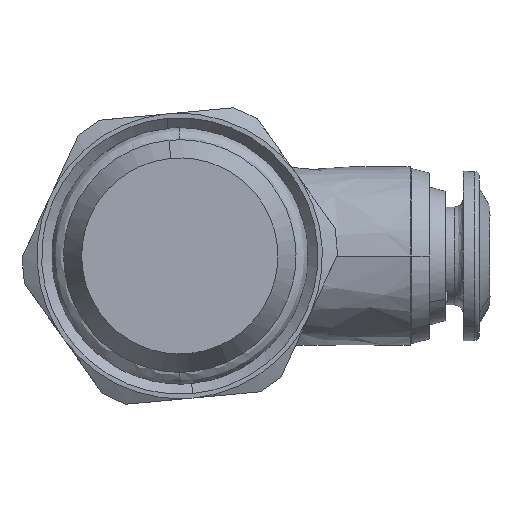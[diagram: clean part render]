
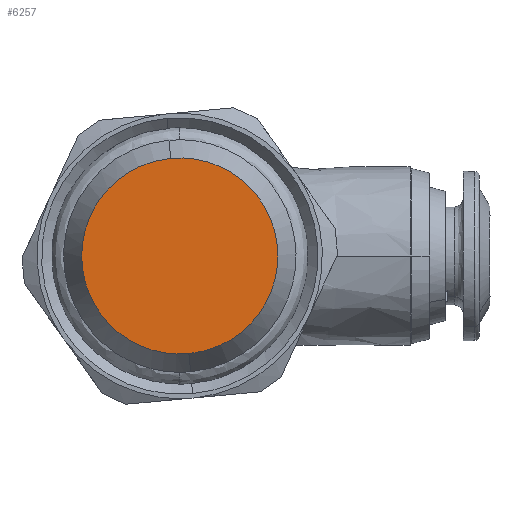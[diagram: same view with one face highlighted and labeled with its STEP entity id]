
A CAD part, front view. The second image highlights one B-rep face of the part: STEP entity #6257.
In plain terms, the highlighted free-form (B-spline) face has degree [1, 1] with [2, 2] control points.
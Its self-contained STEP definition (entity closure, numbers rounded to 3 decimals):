
#13 = CARTESIAN_POINT ( 'NONE',  ( 4.694, -19.85, -2.956 ) ) ;
#252 = CARTESIAN_POINT ( 'NONE',  ( -4.067, -19.85, -3.772 ) ) ;
#409 = EDGE_CURVE ( 'NONE', #4001, #6165, #1431, .T. ) ;
#657 = CARTESIAN_POINT ( 'NONE',  ( -2.956, -19.85, -4.694 ) ) ;
#676 = CARTESIAN_POINT ( 'NONE',  ( -5.468, -19.85, 0.934 ) ) ;
#714 = CARTESIAN_POINT ( 'NONE',  ( -4.694, -19.85, 2.956 ) ) ;
#776 = EDGE_CURVE ( 'NONE', #6165, #4001, #3064, .T. ) ;
#1206 = CARTESIAN_POINT ( 'NONE',  ( -5.409, -19.85, -1.23 ) ) ;
#1249 = CARTESIAN_POINT ( 'NONE',  ( -0.934, -19.85, -5.468 ) ) ;
#1431 = B_SPLINE_CURVE_WITH_KNOTS ( 'NONE', 3,
 ( #3715, #1677, #4766, #2755, #2281, #714, #5863, #676, #3287, #1206, #6300, #5319, #252, #657, #2777, #1249, #4218, #5251 ),
 .UNSPECIFIED., .F., .F.,
 ( 4, 2, 2, 2, 2, 2, 2, 2, 4 ),
 ( 0., 0.393, 0.785, 1.178, 1.571, 1.963, 2.356, 2.749, 3.142 ),
 .UNSPECIFIED. ) ;
#1510 = CARTESIAN_POINT ( 'NONE',  ( 1.23, -19.85, -5.409 ) ) ;
#1605 = CARTESIAN_POINT ( 'NONE',  ( 4.527, -19.85, 3.206 ) ) ;
#1677 = CARTESIAN_POINT ( 'NONE',  ( -1.23, -19.85, 5.409 ) ) ;
#2015 = CARTESIAN_POINT ( 'NONE',  ( -0.51, -19.85, 5.476 ) ) ;
#2236 = CARTESIAN_POINT ( 'NONE',  ( 6.058, -19.85, -5.026 ) ) ;
#2281 = CARTESIAN_POINT ( 'NONE',  ( -3.772, -19.85, 4.067 ) ) ;
#2292 = EDGE_LOOP ( 'NONE', ( #4527, #2362 ) ) ;
#2362 = ORIENTED_EDGE ( 'NONE', *, *, #776, .T. ) ;
#2595 = CARTESIAN_POINT ( 'NONE',  ( 5.468, -19.85, -0.934 ) ) ;
#2755 = CARTESIAN_POINT ( 'NONE',  ( -3.206, -19.85, 4.527 ) ) ;
#2777 = CARTESIAN_POINT ( 'NONE',  ( -2.314, -19.85, -5.041 ) ) ;
#3064 = B_SPLINE_CURVE_WITH_KNOTS ( 'NONE', 3,
 ( #3615, #1510, #5092, #3514, #5693, #13, #5071, #2595, #5643, #6169, #6120, #1605, #4032, #5118, #3068, #4057, #3091, #2015 ),
 .UNSPECIFIED., .F., .F.,
 ( 4, 2, 2, 2, 2, 2, 2, 2, 4 ),
 ( 0., 0.393, 0.785, 1.178, 1.571, 1.963, 2.356, 2.749, 3.142 ),
 .UNSPECIFIED. ) ;
#3068 = CARTESIAN_POINT ( 'NONE',  ( 2.314, -19.85, 5.041 ) ) ;
#3091 = CARTESIAN_POINT ( 'NONE',  ( 0.209, -19.85, 5.543 ) ) ;
#3100 = CARTESIAN_POINT ( 'NONE',  ( 0.51, -19.85, -5.476 ) ) ;
#3281 = CARTESIAN_POINT ( 'NONE',  ( 5.026, -19.85, 6.058 ) ) ;
#3287 = CARTESIAN_POINT ( 'NONE',  ( -5.543, -19.85, 0.209 ) ) ;
#3514 = CARTESIAN_POINT ( 'NONE',  ( 3.206, -19.85, -4.527 ) ) ;
#3612 = B_SPLINE_SURFACE_WITH_KNOTS ( 'NONE', 1, 1, ( 
 ( #3726, #3281 ),
 ( #3774, #2236 ) ),
 .UNSPECIFIED., .F., .F., .F.,
 ( 2, 2 ),
 ( 2, 2 ),
 ( 0., 1. ),
 ( 0., 1. ),
 .UNSPECIFIED. ) ;
#3615 = CARTESIAN_POINT ( 'NONE',  ( 0.51, -19.85, -5.476 ) ) ;
#3715 = CARTESIAN_POINT ( 'NONE',  ( -0.51, -19.85, 5.476 ) ) ;
#3726 = CARTESIAN_POINT ( 'NONE',  ( -6.058, -19.85, 5.026 ) ) ;
#3774 = CARTESIAN_POINT ( 'NONE',  ( -5.026, -19.85, -6.058 ) ) ;
#4001 = VERTEX_POINT ( 'NONE', #4943 ) ;
#4032 = CARTESIAN_POINT ( 'NONE',  ( 4.067, -19.85, 3.772 ) ) ;
#4057 = CARTESIAN_POINT ( 'NONE',  ( 0.934, -19.85, 5.468 ) ) ;
#4218 = CARTESIAN_POINT ( 'NONE',  ( -0.209, -19.85, -5.543 ) ) ;
#4527 = ORIENTED_EDGE ( 'NONE', *, *, #409, .T. ) ;
#4766 = CARTESIAN_POINT ( 'NONE',  ( -1.928, -19.85, 5.201 ) ) ;
#4943 = CARTESIAN_POINT ( 'NONE',  ( -0.51, -19.85, 5.476 ) ) ;
#5071 = CARTESIAN_POINT ( 'NONE',  ( 5.041, -19.85, -2.314 ) ) ;
#5092 = CARTESIAN_POINT ( 'NONE',  ( 1.928, -19.85, -5.201 ) ) ;
#5118 = CARTESIAN_POINT ( 'NONE',  ( 2.956, -19.85, 4.694 ) ) ;
#5222 = FACE_OUTER_BOUND ( 'NONE', #2292, .T. ) ;
#5251 = CARTESIAN_POINT ( 'NONE',  ( 0.51, -19.85, -5.476 ) ) ;
#5319 = CARTESIAN_POINT ( 'NONE',  ( -4.527, -19.85, -3.206 ) ) ;
#5643 = CARTESIAN_POINT ( 'NONE',  ( 5.543, -19.85, -0.209 ) ) ;
#5693 = CARTESIAN_POINT ( 'NONE',  ( 3.772, -19.85, -4.067 ) ) ;
#5863 = CARTESIAN_POINT ( 'NONE',  ( -5.041, -19.85, 2.314 ) ) ;
#6120 = CARTESIAN_POINT ( 'NONE',  ( 5.201, -19.85, 1.928 ) ) ;
#6165 = VERTEX_POINT ( 'NONE', #3100 ) ;
#6169 = CARTESIAN_POINT ( 'NONE',  ( 5.409, -19.85, 1.23 ) ) ;
#6257 = ADVANCED_FACE ( 'NONE', ( #5222 ), #3612, .T. ) ;
#6300 = CARTESIAN_POINT ( 'NONE',  ( -5.201, -19.85, -1.928 ) ) ;
